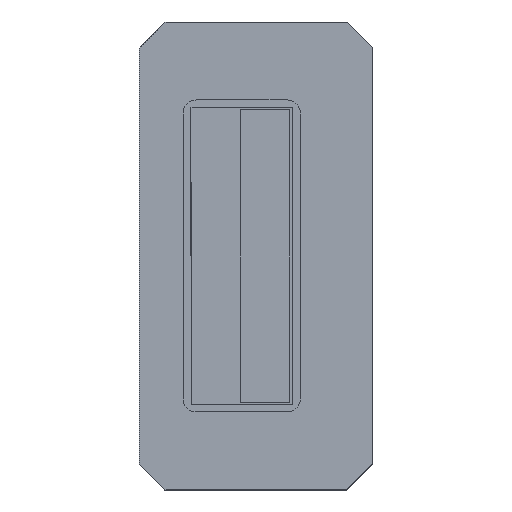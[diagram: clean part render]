
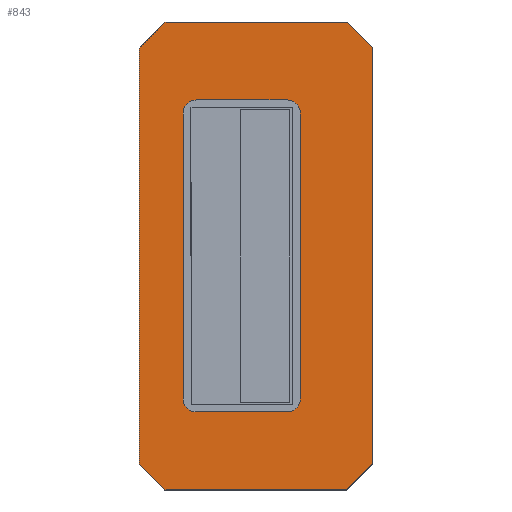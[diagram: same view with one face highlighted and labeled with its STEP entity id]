
A CAD part, left-side view. The second image highlights one B-rep face of the part: STEP entity #843.
In plain terms, the highlighted planar face has unit normal (-1, 0, 0).
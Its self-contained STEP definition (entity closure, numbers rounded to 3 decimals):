
#4 = DIRECTION ( 'NONE',  ( 0., -0.707, 0.707 ) ) ;
#5 = DIRECTION ( 'NONE',  ( 0., 0.707, -0.707 ) ) ;
#16 = LINE ( 'NONE', #847, #977 ) ;
#19 = CARTESIAN_POINT ( 'NONE',  ( -16., -1.2, 5.5 ) ) ;
#66 = ORIENTED_EDGE ( 'NONE', *, *, #808, .F. ) ;
#112 = ORIENTED_EDGE ( 'NONE', *, *, #1217, .T. ) ;
#118 = VERTEX_POINT ( 'NONE', #235 ) ;
#123 = CARTESIAN_POINT ( 'NONE',  ( -16., -6.288, 6.212 ) ) ;
#129 = DIRECTION ( 'NONE',  ( 1., 0., 0. ) ) ;
#140 = DIRECTION ( 'NONE',  ( 0., 0., 1. ) ) ;
#152 = CARTESIAN_POINT ( 'NONE',  ( -16., 2.3, 5.5 ) ) ;
#184 = CARTESIAN_POINT ( 'NONE',  ( -16., 2.3, -5.5 ) ) ;
#189 = LINE ( 'NONE', #1300, #1117 ) ;
#196 = VECTOR ( 'NONE', #4, 1000. ) ;
#210 = AXIS2_PLACEMENT_3D ( 'NONE', #1177, #1410, #705 ) ;
#224 = VERTEX_POINT ( 'NONE', #1311 ) ;
#225 = DIRECTION ( 'NONE',  ( 0., -1., 0. ) ) ;
#227 = LINE ( 'NONE', #846, #196 ) ;
#235 = CARTESIAN_POINT ( 'NONE',  ( -16., 4.5, -8. ) ) ;
#243 = EDGE_CURVE ( 'NONE', #661, #1350, #16, .T. ) ;
#247 = CARTESIAN_POINT ( 'NONE',  ( -16., 4.5, 9. ) ) ;
#257 = VERTEX_POINT ( 'NONE', #1092 ) ;
#263 = DIRECTION ( 'NONE',  ( 0., 0., 1. ) ) ;
#273 = AXIS2_PLACEMENT_3D ( 'NONE', #19, #860, #140 ) ;
#299 = EDGE_CURVE ( 'NONE', #257, #661, #1520, .T. ) ;
#301 = DIRECTION ( 'NONE',  ( 0., 0., 1. ) ) ;
#302 = ORIENTED_EDGE ( 'NONE', *, *, #414, .T. ) ;
#309 = VERTEX_POINT ( 'NONE', #734 ) ;
#321 = ORIENTED_EDGE ( 'NONE', *, *, #798, .F. ) ;
#323 = FACE_BOUND ( 'NONE', #1414, .T. ) ;
#325 = CARTESIAN_POINT ( 'NONE',  ( -16., -4.5, 0. ) ) ;
#348 = DIRECTION ( 'NONE',  ( 0., 0.707, 0.707 ) ) ;
#389 = DIRECTION ( 'NONE',  ( 0., 0., -1. ) ) ;
#391 = VECTOR ( 'NONE', #716, 1000. ) ;
#405 = VERTEX_POINT ( 'NONE', #1394 ) ;
#414 = EDGE_CURVE ( 'NONE', #429, #1145, #779, .T. ) ;
#429 = VERTEX_POINT ( 'NONE', #982 ) ;
#432 = VERTEX_POINT ( 'NONE', #496 ) ;
#451 = EDGE_CURVE ( 'NONE', #118, #224, #877, .T. ) ;
#471 = EDGE_CURVE ( 'NONE', #405, #525, #227, .T. ) ;
#474 = CARTESIAN_POINT ( 'NONE',  ( -16., 6.212, -6.288 ) ) ;
#496 = CARTESIAN_POINT ( 'NONE',  ( -16., -1.7, -5.5 ) ) ;
#525 = VERTEX_POINT ( 'NONE', #1440 ) ;
#532 = VECTOR ( 'NONE', #389, 1000. ) ;
#550 = VECTOR ( 'NONE', #1316, 1000. ) ;
#557 = CARTESIAN_POINT ( 'NONE',  ( -16., 2.3, 6. ) ) ;
#560 = LINE ( 'NONE', #1349, #532 ) ;
#561 = EDGE_CURVE ( 'NONE', #429, #1233, #707, .T. ) ;
#576 = DIRECTION ( 'NONE',  ( 0., -1., 0. ) ) ;
#578 = EDGE_CURVE ( 'NONE', #309, #257, #1034, .T. ) ;
#581 = VERTEX_POINT ( 'NONE', #585 ) ;
#585 = CARTESIAN_POINT ( 'NONE',  ( -16., -1.2, -6. ) ) ;
#644 = CARTESIAN_POINT ( 'NONE',  ( -16., -1.7, 6. ) ) ;
#661 = VERTEX_POINT ( 'NONE', #1076 ) ;
#681 = EDGE_CURVE ( 'NONE', #432, #581, #1504, .T. ) ;
#689 = VECTOR ( 'NONE', #940, 1000. ) ;
#693 = CARTESIAN_POINT ( 'NONE',  ( -16., 2.8, 6. ) ) ;
#705 = DIRECTION ( 'NONE',  ( 0., 0., 1. ) ) ;
#707 = LINE ( 'NONE', #710, #391 ) ;
#710 = CARTESIAN_POINT ( 'NONE',  ( -16., -1.7, 6. ) ) ;
#716 = DIRECTION ( 'NONE',  ( 0., 1., 0. ) ) ;
#732 = LINE ( 'NONE', #693, #689 ) ;
#734 = CARTESIAN_POINT ( 'NONE',  ( -16., -4.5, 8. ) ) ;
#737 = AXIS2_PLACEMENT_3D ( 'NONE', #845, #129, #968 ) ;
#754 = EDGE_CURVE ( 'NONE', #432, #1145, #1427, .T. ) ;
#779 = CIRCLE ( 'NONE', #273, 0.5 ) ;
#787 = ORIENTED_EDGE ( 'NONE', *, *, #561, .F. ) ;
#798 = EDGE_CURVE ( 'NONE', #1527, #915, #732, .T. ) ;
#808 = EDGE_CURVE ( 'NONE', #309, #525, #1019, .T. ) ;
#843 = ADVANCED_FACE ( 'NONE', ( #323, #980 ), #1299, .T. ) ;
#845 = CARTESIAN_POINT ( 'NONE',  ( -16., -1.2, -5.5 ) ) ;
#846 = CARTESIAN_POINT ( 'NONE',  ( -16., -6.288, -6.212 ) ) ;
#847 = CARTESIAN_POINT ( 'NONE',  ( -16., 6.212, 6.288 ) ) ;
#860 = DIRECTION ( 'NONE',  ( 1., 0., 0. ) ) ;
#867 = CARTESIAN_POINT ( 'NONE',  ( -16., 4.5, 8. ) ) ;
#877 = LINE ( 'NONE', #474, #550 ) ;
#910 = ORIENTED_EDGE ( 'NONE', *, *, #299, .T. ) ;
#915 = VERTEX_POINT ( 'NONE', #941 ) ;
#928 = CARTESIAN_POINT ( 'NONE',  ( -16., -1.7, 5.5 ) ) ;
#940 = DIRECTION ( 'NONE',  ( 0., 0., -1. ) ) ;
#941 = CARTESIAN_POINT ( 'NONE',  ( -16., 2.8, -5.5 ) ) ;
#956 = CARTESIAN_POINT ( 'NONE',  ( -16., 4.5, -9. ) ) ;
#968 = DIRECTION ( 'NONE',  ( 0., 0., 1. ) ) ;
#977 = VECTOR ( 'NONE', #5, 1000. ) ;
#980 = FACE_OUTER_BOUND ( 'NONE', #1250, .T. ) ;
#982 = CARTESIAN_POINT ( 'NONE',  ( -16., -1.2, 6. ) ) ;
#997 = DIRECTION ( 'NONE',  ( 1., 0., 0. ) ) ;
#1017 = CARTESIAN_POINT ( 'NONE',  ( -16., 2.3, -6. ) ) ;
#1019 = LINE ( 'NONE', #325, #1289 ) ;
#1034 = LINE ( 'NONE', #123, #1348 ) ;
#1035 = DIRECTION ( 'NONE',  ( 1., 0., 0. ) ) ;
#1058 = EDGE_CURVE ( 'NONE', #1442, #915, #1378, .T. ) ;
#1076 = CARTESIAN_POINT ( 'NONE',  ( -16., 3.5, 9. ) ) ;
#1078 = LINE ( 'NONE', #956, #1417 ) ;
#1089 = VECTOR ( 'NONE', #1239, 1000. ) ;
#1092 = CARTESIAN_POINT ( 'NONE',  ( -16., -3.5, 9. ) ) ;
#1117 = VECTOR ( 'NONE', #576, 1000. ) ;
#1144 = ORIENTED_EDGE ( 'NONE', *, *, #243, .T. ) ;
#1145 = VERTEX_POINT ( 'NONE', #928 ) ;
#1174 = DIRECTION ( 'NONE',  ( 0., 0., -1. ) ) ;
#1177 = CARTESIAN_POINT ( 'NONE',  ( -16., -0.075, 0. ) ) ;
#1180 = ORIENTED_EDGE ( 'NONE', *, *, #578, .T. ) ;
#1197 = EDGE_CURVE ( 'NONE', #1442, #581, #189, .T. ) ;
#1217 = EDGE_CURVE ( 'NONE', #224, #405, #1078, .T. ) ;
#1227 = ORIENTED_EDGE ( 'NONE', *, *, #1058, .T. ) ;
#1233 = VERTEX_POINT ( 'NONE', #557 ) ;
#1239 = DIRECTION ( 'NONE',  ( 0., 0., 1. ) ) ;
#1250 = EDGE_LOOP ( 'NONE', ( #112, #1275, #66, #1180, #910, #1144, #1525, #1334 ) ) ;
#1258 = AXIS2_PLACEMENT_3D ( 'NONE', #184, #1035, #301 ) ;
#1261 = DIRECTION ( 'NONE',  ( 0., 1., 0. ) ) ;
#1275 = ORIENTED_EDGE ( 'NONE', *, *, #471, .T. ) ;
#1276 = ORIENTED_EDGE ( 'NONE', *, *, #1197, .F. ) ;
#1281 = CIRCLE ( 'NONE', #1282, 0.5 ) ;
#1282 = AXIS2_PLACEMENT_3D ( 'NONE', #152, #997, #263 ) ;
#1289 = VECTOR ( 'NONE', #1174, 1000. ) ;
#1299 = PLANE ( 'NONE',  #210 ) ;
#1300 = CARTESIAN_POINT ( 'NONE',  ( -16., -1.7, -6. ) ) ;
#1311 = CARTESIAN_POINT ( 'NONE',  ( -16., 3.5, -9. ) ) ;
#1316 = DIRECTION ( 'NONE',  ( 0., -0.707, -0.707 ) ) ;
#1334 = ORIENTED_EDGE ( 'NONE', *, *, #451, .T. ) ;
#1348 = VECTOR ( 'NONE', #348, 1000. ) ;
#1349 = CARTESIAN_POINT ( 'NONE',  ( -16., 4.5, 0. ) ) ;
#1350 = VERTEX_POINT ( 'NONE', #867 ) ;
#1354 = EDGE_CURVE ( 'NONE', #1350, #118, #560, .T. ) ;
#1356 = CARTESIAN_POINT ( 'NONE',  ( -16., 2.8, 5.5 ) ) ;
#1378 = CIRCLE ( 'NONE', #1258, 0.5 ) ;
#1394 = CARTESIAN_POINT ( 'NONE',  ( -16., -3.5, -9. ) ) ;
#1410 = DIRECTION ( 'NONE',  ( -1., 0., 0. ) ) ;
#1414 = EDGE_LOOP ( 'NONE', ( #321, #1544, #787, #302, #1457, #1506, #1276, #1227 ) ) ;
#1417 = VECTOR ( 'NONE', #225, 1000. ) ;
#1427 = LINE ( 'NONE', #644, #1089 ) ;
#1440 = CARTESIAN_POINT ( 'NONE',  ( -16., -4.5, -8. ) ) ;
#1442 = VERTEX_POINT ( 'NONE', #1017 ) ;
#1457 = ORIENTED_EDGE ( 'NONE', *, *, #754, .F. ) ;
#1476 = EDGE_CURVE ( 'NONE', #1527, #1233, #1281, .T. ) ;
#1487 = VECTOR ( 'NONE', #1261, 1000. ) ;
#1504 = CIRCLE ( 'NONE', #737, 0.5 ) ;
#1506 = ORIENTED_EDGE ( 'NONE', *, *, #681, .T. ) ;
#1520 = LINE ( 'NONE', #247, #1487 ) ;
#1525 = ORIENTED_EDGE ( 'NONE', *, *, #1354, .T. ) ;
#1527 = VERTEX_POINT ( 'NONE', #1356 ) ;
#1544 = ORIENTED_EDGE ( 'NONE', *, *, #1476, .T. ) ;
